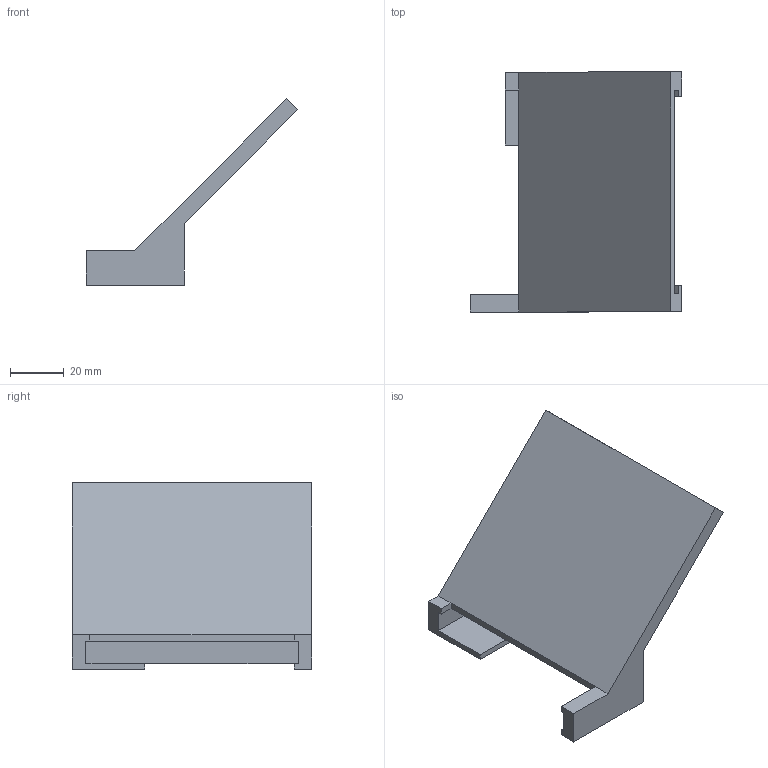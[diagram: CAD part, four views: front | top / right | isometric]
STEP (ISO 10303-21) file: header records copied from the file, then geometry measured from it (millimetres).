
FILE_DESCRIPTION(/* description */ (''),/* implementation_level */ '2;1');
FILE_NAME(/* name */ 'iPhone14ProMax_Mirror_v2.step',/* time_stamp */ '2022-10-09T12:48:33-04:00',/* author */ (''),/* organization */ (''),/* preprocessor_version */ 'ST-DEVELOPER v19',/* originating_system */ 'Autodesk Translation Framework v11.7.0.108',/* authorisation */ '');
FILE_SCHEMA (('AUTOMOTIVE_DESIGN { 1 0 10303 214 3 1 1 }'));
Length unit declared in the file: millimetre
Products named in the file (1): iPhone14ProMax_Mirror
Bounding box: 78.7 x 89.29 x 69.38 mm (x, y, z)
Volume: 26325.3 mm3; surface area: 22802.5 mm2
Topology: 1 solids, 1 shells, 38 faces, 112 edges, 74 vertices
Faces by surface type: plane 38
Entity records: 1277 total; most frequent: CARTESIAN_POINT 225, ORIENTED_EDGE 224, DIRECTION 190, LINE 112, VECTOR 112, EDGE_CURVE 112, VERTEX_POINT 74, AXIS2_PLACEMENT_3D 39
